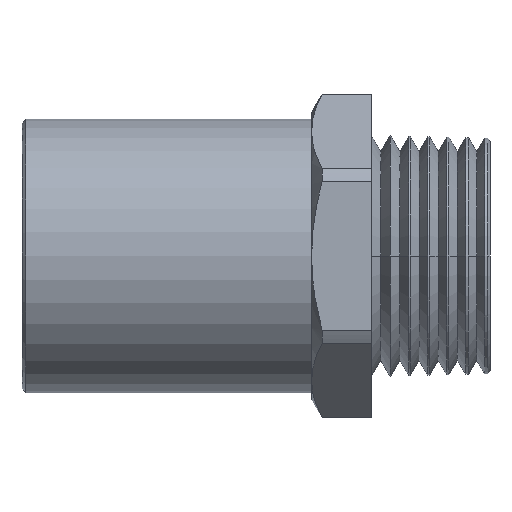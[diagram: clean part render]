
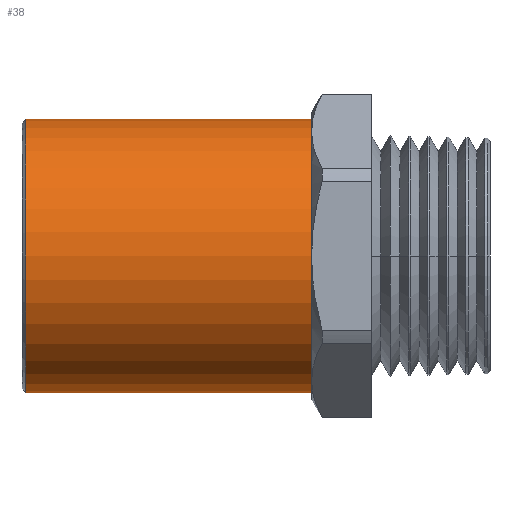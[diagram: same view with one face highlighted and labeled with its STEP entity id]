
A CAD part, front view. The second image highlights one B-rep face of the part: STEP entity #38.
In plain terms, the highlighted cylindrical face has radius 9.049 mm (diameter 18.098 mm), a partial arc.
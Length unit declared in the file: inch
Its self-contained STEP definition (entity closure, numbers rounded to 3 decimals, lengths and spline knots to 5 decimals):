
#18 = ORIENTED_EDGE ( 'NONE', *, *, #19, .T. ) ;
#19 = EDGE_CURVE ( 'NONE', #623, #677, #865, .T. ) ;
#20 = ORIENTED_EDGE ( 'NONE', *, *, #136, .F. ) ;
#21 = ORIENTED_EDGE ( 'NONE', *, *, #348, .T. ) ;
#26 = EDGE_LOOP ( 'NONE', ( #20, #21, #29, #18 ) ) ;
#29 = ORIENTED_EDGE ( 'NONE', *, *, #130, .T. ) ;
#38 = ADVANCED_FACE ( 'NONE', ( #834 ), #898, .T. ) ;
#130 = EDGE_CURVE ( 'NONE', #135, #623, #990, .T. ) ;
#135 = VERTEX_POINT ( 'NONE', #980 ) ;
#136 = EDGE_CURVE ( 'NONE', #137, #677, #979, .T. ) ;
#137 = VERTEX_POINT ( 'NONE', #975 ) ;
#348 = EDGE_CURVE ( 'NONE', #137, #135, #1358, .T. ) ;
#623 = VERTEX_POINT ( 'NONE', #1877 ) ;
#677 = VERTEX_POINT ( 'NONE', #2004 ) ;
#834 = FACE_OUTER_BOUND ( 'NONE', #26, .T. ) ;
#858 = DIRECTION ( 'NONE',  ( 0., 0., -1. ) ) ;
#859 = DIRECTION ( 'NONE',  ( 1., 0., 0. ) ) ;
#860 = CARTESIAN_POINT ( 'NONE',  ( -1.21, 0., 0. ) ) ;
#861 = AXIS2_PLACEMENT_3D ( 'NONE', #860, #859, #858 ) ;
#865 = CIRCLE ( 'NONE', #861, 0.35625 ) ;
#894 = DIRECTION ( 'NONE',  ( 0., 0., 1. ) ) ;
#895 = DIRECTION ( 'NONE',  ( -1., 0., 0. ) ) ;
#896 = CARTESIAN_POINT ( 'NONE',  ( -0.59111, 0., 0. ) ) ;
#897 = AXIS2_PLACEMENT_3D ( 'NONE', #896, #895, #894 ) ;
#898 = CYLINDRICAL_SURFACE ( 'NONE', #897, 0.35625 ) ;
#975 = CARTESIAN_POINT ( 'NONE',  ( -0.465, 0., -0.35625 ) ) ;
#976 = DIRECTION ( 'NONE',  ( -1., 0., 0. ) ) ;
#977 = VECTOR ( 'NONE', #976, 39.37008 ) ;
#978 = CARTESIAN_POINT ( 'NONE',  ( -0.59111, 0., -0.35625 ) ) ;
#979 = LINE ( 'NONE', #978, #977 ) ;
#980 = CARTESIAN_POINT ( 'NONE',  ( -0.465, 0., 0.35625 ) ) ;
#987 = DIRECTION ( 'NONE',  ( -1., 0., 0. ) ) ;
#988 = VECTOR ( 'NONE', #987, 39.37008 ) ;
#989 = CARTESIAN_POINT ( 'NONE',  ( -0.59111, 0., 0.35625 ) ) ;
#990 = LINE ( 'NONE', #989, #988 ) ;
#1354 = DIRECTION ( 'NONE',  ( 0., 0., 1. ) ) ;
#1355 = DIRECTION ( 'NONE',  ( -1., 0., 0. ) ) ;
#1356 = CARTESIAN_POINT ( 'NONE',  ( -0.465, 0., 0. ) ) ;
#1357 = AXIS2_PLACEMENT_3D ( 'NONE', #1356, #1355, #1354 ) ;
#1358 = CIRCLE ( 'NONE', #1357, 0.35625 ) ;
#1877 = CARTESIAN_POINT ( 'NONE',  ( -1.21, 0., 0.35625 ) ) ;
#2004 = CARTESIAN_POINT ( 'NONE',  ( -1.21, 0., -0.35625 ) ) ;
